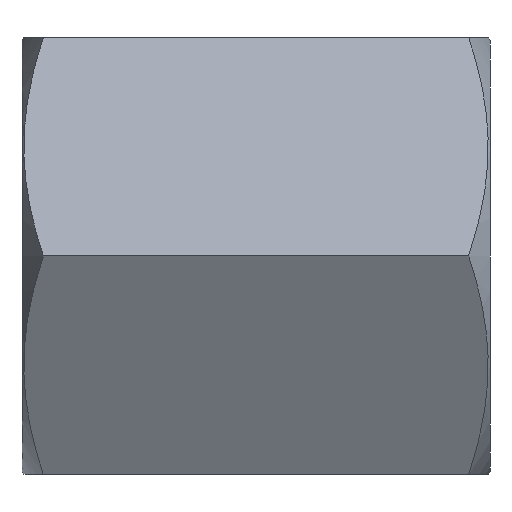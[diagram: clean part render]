
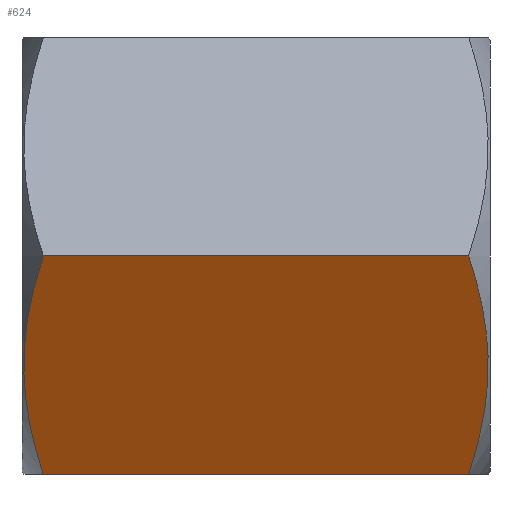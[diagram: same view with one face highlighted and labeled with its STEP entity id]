
A CAD part, left-side view. The second image highlights one B-rep face of the part: STEP entity #624.
In plain terms, the highlighted planar face has unit normal (-0.866, 0, -0.5).
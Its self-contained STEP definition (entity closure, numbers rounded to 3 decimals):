
#12 = B_SPLINE_CURVE_WITH_KNOTS ( 'NONE', 3,
 ( #202, #203, #204, #205, #206, #207, #208, #209, #210, #211, #212, #213 ),
 .UNSPECIFIED., .F., .F.,
 ( 4, 2, 2, 2, 2, 4 ),
 ( 0., 0.002, 0.004, 0.005, 0.006, 0.008 ),
 .UNSPECIFIED. ) ;
#18 = B_SPLINE_CURVE_WITH_KNOTS ( 'NONE', 3,
 ( #263, #264, #265, #266, #267, #268, #269, #270, #271, #272, #273, #274 ),
 .UNSPECIFIED., .F., .F.,
 ( 4, 2, 2, 2, 2, 4 ),
 ( 0., 0.002, 0.004, 0.005, 0.006, 0.008 ),
 .UNSPECIFIED. ) ;
#137 = CARTESIAN_POINT ( 'NONE',  ( -4.041, 14.317, -7. ) ) ;
#138 = CARTESIAN_POINT ( 'NONE',  ( -8.083, 14.317, 0. ) ) ;
#140 = CARTESIAN_POINT ( 'NONE',  ( -4.041, 0.683, -7. ) ) ;
#141 = CARTESIAN_POINT ( 'NONE',  ( -8.083, 0.683, 0. ) ) ;
#172 = CARTESIAN_POINT ( 'NONE',  ( -8.083, 15., 0. ) ) ;
#173 = DIRECTION ( 'NONE',  ( 0., -1., 0. ) ) ;
#202 = CARTESIAN_POINT ( 'NONE',  ( -8.083, 14.317, 0. ) ) ;
#203 = CARTESIAN_POINT ( 'NONE',  ( -7.753, 14.508, -0.571 ) ) ;
#204 = CARTESIAN_POINT ( 'NONE',  ( -7.421, 14.665, -1.147 ) ) ;
#205 = CARTESIAN_POINT ( 'NONE',  ( -6.749, 14.882, -2.31 ) ) ;
#206 = CARTESIAN_POINT ( 'NONE',  ( -6.41, 14.942, -2.898 ) ) ;
#207 = CARTESIAN_POINT ( 'NONE',  ( -5.894, 14.942, -3.791 ) ) ;
#208 = CARTESIAN_POINT ( 'NONE',  ( -5.722, 14.928, -4.09 ) ) ;
#209 = CARTESIAN_POINT ( 'NONE',  ( -5.38, 14.871, -4.681 ) ) ;
#210 = CARTESIAN_POINT ( 'NONE',  ( -5.211, 14.829, -4.975 ) ) ;
#211 = CARTESIAN_POINT ( 'NONE',  ( -4.705, 14.665, -5.851 ) ) ;
#212 = CARTESIAN_POINT ( 'NONE',  ( -4.372, 14.508, -6.428 ) ) ;
#213 = CARTESIAN_POINT ( 'NONE',  ( -4.041, 14.317, -7. ) ) ;
#263 = CARTESIAN_POINT ( 'NONE',  ( -4.041, 0.683, -7. ) ) ;
#264 = CARTESIAN_POINT ( 'NONE',  ( -4.371, 0.492, -6.429 ) ) ;
#265 = CARTESIAN_POINT ( 'NONE',  ( -4.704, 0.335, -5.853 ) ) ;
#266 = CARTESIAN_POINT ( 'NONE',  ( -5.375, 0.118, -4.69 ) ) ;
#267 = CARTESIAN_POINT ( 'NONE',  ( -5.715, 0.058, -4.102 ) ) ;
#268 = CARTESIAN_POINT ( 'NONE',  ( -6.23, 0.058, -3.209 ) ) ;
#269 = CARTESIAN_POINT ( 'NONE',  ( -6.403, 0.072, -2.91 ) ) ;
#270 = CARTESIAN_POINT ( 'NONE',  ( -6.744, 0.129, -2.319 ) ) ;
#271 = CARTESIAN_POINT ( 'NONE',  ( -6.914, 0.171, -2.025 ) ) ;
#272 = CARTESIAN_POINT ( 'NONE',  ( -7.419, 0.335, -1.149 ) ) ;
#273 = CARTESIAN_POINT ( 'NONE',  ( -7.753, 0.492, -0.572 ) ) ;
#274 = CARTESIAN_POINT ( 'NONE',  ( -8.083, 0.683, 0. ) ) ;
#275 = CARTESIAN_POINT ( 'NONE',  ( -4.041, 15., -7. ) ) ;
#276 = DIRECTION ( 'NONE',  ( 0., -1., 0. ) ) ;
#321 = PLANE ( 'NONE',  #697 ) ;
#322 = CARTESIAN_POINT ( 'NONE',  ( -4.041, 15., -7. ) ) ;
#323 = DIRECTION ( 'NONE',  ( 0.866, 0., 0.5 ) ) ;
#324 = DIRECTION ( 'NONE',  ( 0.5, 0., -0.866 ) ) ;
#407 = ORIENTED_EDGE ( 'NONE', *, *, #589, .F. ) ;
#408 = ORIENTED_EDGE ( 'NONE', *, *, #607, .T. ) ;
#409 = ORIENTED_EDGE ( 'NONE', *, *, #608, .T. ) ;
#411 = ORIENTED_EDGE ( 'NONE', *, *, #595, .T. ) ;
#474 = VERTEX_POINT ( 'NONE', #137 ) ;
#475 = VERTEX_POINT ( 'NONE', #138 ) ;
#477 = VERTEX_POINT ( 'NONE', #140 ) ;
#478 = VERTEX_POINT ( 'NONE', #141 ) ;
#483 = EDGE_LOOP ( 'NONE', ( #411, #409, #408, #407 ) ) ;
#515 = LINE ( 'NONE', #172, #660 ) ;
#525 = LINE ( 'NONE', #275, #677 ) ;
#534 = FACE_OUTER_BOUND ( 'NONE', #483, .T. ) ;
#589 = EDGE_CURVE ( 'NONE', #475, #478, #515, .T. ) ;
#595 = EDGE_CURVE ( 'NONE', #475, #474, #12, .T. ) ;
#607 = EDGE_CURVE ( 'NONE', #477, #478, #18, .T. ) ;
#608 = EDGE_CURVE ( 'NONE', #474, #477, #525, .T. ) ;
#624 = ADVANCED_FACE ( 'NONE', ( #534 ), #321, .F. ) ;
#660 = VECTOR ( 'NONE', #173, 1000. ) ;
#677 = VECTOR ( 'NONE', #276, 1000. ) ;
#697 = AXIS2_PLACEMENT_3D ( 'NONE', #322, #323, #324 ) ;
